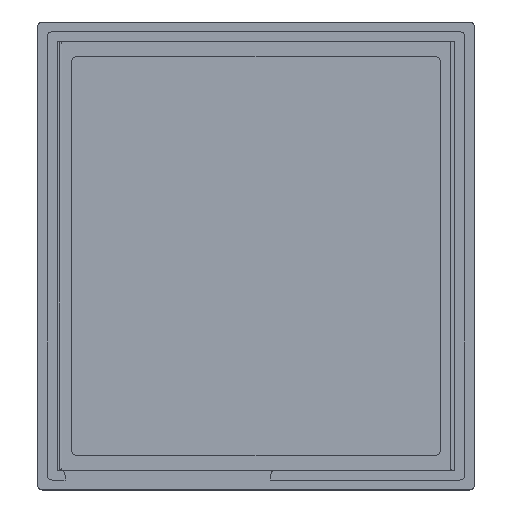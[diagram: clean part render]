
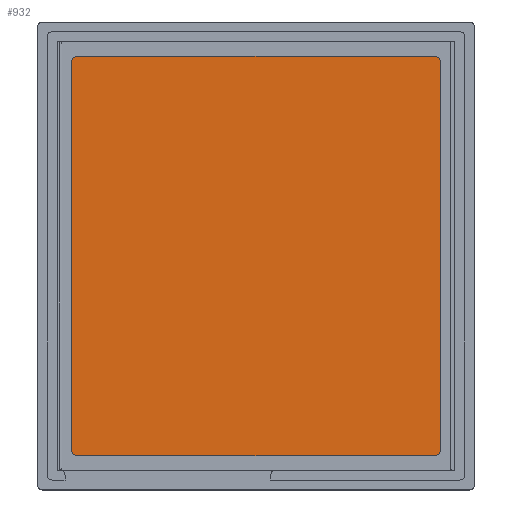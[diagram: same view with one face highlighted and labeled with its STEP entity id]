
A CAD part, top view. The second image highlights one B-rep face of the part: STEP entity #932.
In plain terms, the highlighted planar face has unit normal (0, 0, 1).
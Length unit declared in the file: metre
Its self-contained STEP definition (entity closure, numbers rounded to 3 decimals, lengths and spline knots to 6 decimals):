
#46=CIRCLE('',#1011,0.0004);
#47=CIRCLE('',#1012,0.0004);
#48=CIRCLE('',#1013,0.0004);
#49=CIRCLE('',#1014,0.0004);
#160=ORIENTED_EDGE('',*,*,#419,.T.);
#161=ORIENTED_EDGE('',*,*,#421,.T.);
#162=ORIENTED_EDGE('',*,*,#415,.F.);
#163=ORIENTED_EDGE('',*,*,#422,.T.);
#164=ORIENTED_EDGE('',*,*,#412,.F.);
#165=ORIENTED_EDGE('',*,*,#423,.T.);
#166=ORIENTED_EDGE('',*,*,#409,.T.);
#167=ORIENTED_EDGE('',*,*,#424,.T.);
#409=EDGE_CURVE('',#539,#540,#626,.T.);
#412=EDGE_CURVE('',#541,#542,#629,.T.);
#415=EDGE_CURVE('',#543,#544,#632,.T.);
#419=EDGE_CURVE('',#546,#545,#636,.T.);
#421=EDGE_CURVE('',#545,#544,#46,.T.);
#422=EDGE_CURVE('',#543,#542,#47,.T.);
#423=EDGE_CURVE('',#541,#539,#48,.T.);
#424=EDGE_CURVE('',#540,#546,#49,.T.);
#539=VERTEX_POINT('',#1482);
#540=VERTEX_POINT('',#1483);
#541=VERTEX_POINT('',#1488);
#542=VERTEX_POINT('',#1489);
#543=VERTEX_POINT('',#1494);
#544=VERTEX_POINT('',#1495);
#545=VERTEX_POINT('',#1500);
#546=VERTEX_POINT('',#1502);
#626=LINE('',#1481,#729);
#629=LINE('',#1487,#732);
#632=LINE('',#1493,#735);
#636=LINE('',#1501,#739);
#729=VECTOR('',#1170,1.);
#732=VECTOR('',#1175,1.);
#735=VECTOR('',#1180,1.);
#739=VECTOR('',#1186,1.);
#795=EDGE_LOOP('',(#160,#161,#162,#163,#164,#165,#166,#167));
#848=FACE_BOUND('',#795,.T.);
#899=PLANE('',#1010);
#932=ADVANCED_FACE('',(#848),#899,.T.);
#1010=AXIS2_PLACEMENT_3D('',#1504,#1188,#1189);
#1011=AXIS2_PLACEMENT_3D('',#1505,#1190,#1191);
#1012=AXIS2_PLACEMENT_3D('',#1506,#1192,#1193);
#1013=AXIS2_PLACEMENT_3D('',#1507,#1194,#1195);
#1014=AXIS2_PLACEMENT_3D('',#1508,#1196,#1197);
#1170=DIRECTION('',(0.,1.,0.));
#1175=DIRECTION('',(-1.,0.,0.));
#1180=DIRECTION('',(0.,1.,0.));
#1186=DIRECTION('',(-1.,0.,0.));
#1188=DIRECTION('',(0.,0.,1.));
#1189=DIRECTION('',(1.,0.,0.));
#1190=DIRECTION('',(0.,0.,1.));
#1191=DIRECTION('',(1.,0.,0.));
#1192=DIRECTION('',(0.,0.,1.));
#1193=DIRECTION('',(1.,0.,0.));
#1194=DIRECTION('',(0.,0.,1.));
#1195=DIRECTION('',(1.,0.,0.));
#1196=DIRECTION('',(0.,0.,1.));
#1197=DIRECTION('',(1.,0.,0.));
#1481=CARTESIAN_POINT('',(0.015,0.,0.0016));
#1482=CARTESIAN_POINT('',(0.015,-0.01585,0.0016));
#1483=CARTESIAN_POINT('',(0.015,0.01585,0.0016));
#1487=CARTESIAN_POINT('',(0.,-0.01625,0.0016));
#1488=CARTESIAN_POINT('',(0.0146,-0.01625,0.0016));
#1489=CARTESIAN_POINT('',(-0.0146,-0.01625,0.0016));
#1493=CARTESIAN_POINT('',(-0.015,0.,0.0016));
#1494=CARTESIAN_POINT('',(-0.015,-0.01585,0.0016));
#1495=CARTESIAN_POINT('',(-0.015,0.01585,0.0016));
#1500=CARTESIAN_POINT('',(-0.0146,0.01625,0.0016));
#1501=CARTESIAN_POINT('',(0.,0.01625,0.0016));
#1502=CARTESIAN_POINT('',(0.0146,0.01625,0.0016));
#1504=CARTESIAN_POINT('',(0.,0.,0.0016));
#1505=CARTESIAN_POINT('',(-0.0146,0.01585,0.0016));
#1506=CARTESIAN_POINT('',(-0.0146,-0.01585,0.0016));
#1507=CARTESIAN_POINT('',(0.0146,-0.01585,0.0016));
#1508=CARTESIAN_POINT('',(0.0146,0.01585,0.0016));
